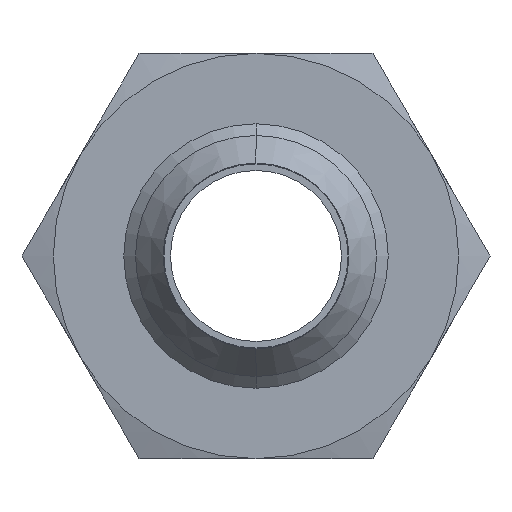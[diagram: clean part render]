
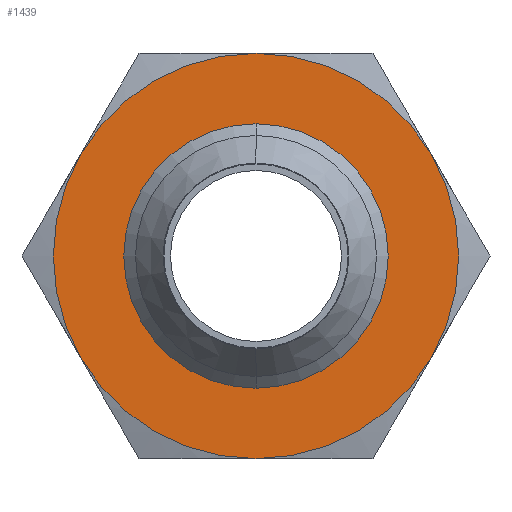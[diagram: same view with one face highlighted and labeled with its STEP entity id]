
A CAD part, left-side view. The second image highlights one B-rep face of the part: STEP entity #1439.
In plain terms, the highlighted planar face has unit normal (-1, 0, 0).
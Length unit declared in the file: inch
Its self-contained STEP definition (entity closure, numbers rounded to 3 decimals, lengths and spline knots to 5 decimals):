
#183=CARTESIAN_POINT('',(-0.33858,0.,
1.));
#241=CARTESIAN_POINT('',(-0.33858,-0.86603,
-0.5));
#314=CARTESIAN_POINT('',(-0.33858,0.,
-1.));
#372=CARTESIAN_POINT('',(-0.33858,0.86603,
-0.5));
#430=CARTESIAN_POINT('',(-0.33858,0.86603,
0.5));
#450=CARTESIAN_POINT('',(-0.33858,0.,0.));
#451=DIRECTION('',(-1.,0.,0.));
#452=DIRECTION('',(0.,0.866,0.5));
#453=AXIS2_PLACEMENT_3D('',#450,#451,#452);
#455=CARTESIAN_POINT('',(-0.33858,0.,0.));
#456=DIRECTION('',(-1.,0.,0.));
#457=DIRECTION('',(0.,0.,1.));
#458=AXIS2_PLACEMENT_3D('',#455,#456,#457);
#460=CARTESIAN_POINT('',(-0.33858,0.,0.));
#461=DIRECTION('',(-1.,0.,0.));
#462=DIRECTION('',(0.,-0.866,0.5));
#463=AXIS2_PLACEMENT_3D('',#460,#461,#462);
#465=CARTESIAN_POINT('',(-0.33858,0.,0.));
#466=DIRECTION('',(-1.,0.,0.));
#467=DIRECTION('',(0.,0.,-1.));
#468=AXIS2_PLACEMENT_3D('',#465,#466,#467);
#470=CARTESIAN_POINT('',(-0.33858,0.,0.));
#471=DIRECTION('',(-1.,0.,0.));
#472=DIRECTION('',(0.,0.866,-0.5));
#473=AXIS2_PLACEMENT_3D('',#470,#471,#472);
#485=CARTESIAN_POINT('',(-0.33858,0.,0.));
#486=DIRECTION('',(-1.,0.,0.));
#487=DIRECTION('',(0.,0.,1.));
#488=AXIS2_PLACEMENT_3D('',#485,#486,#487);
#490=CARTESIAN_POINT('',(-0.33858,0.,0.));
#491=DIRECTION('',(1.,0.,0.));
#492=DIRECTION('',(0.,0.,1.));
#493=AXIS2_PLACEMENT_3D('',#490,#491,#492);
#707=CARTESIAN_POINT('',(-0.33858,0.,0.));
#708=DIRECTION('',(-1.,0.,0.));
#709=DIRECTION('',(0.,-0.866,-0.5));
#710=AXIS2_PLACEMENT_3D('',#707,#708,#709);
#750=CARTESIAN_POINT('',(-0.33858,-0.86603,
0.5));
#831=CARTESIAN_POINT('',(-0.33858,0.,0.61811));
#833=VERTEX_POINT('',#831);
#835=CARTESIAN_POINT('',(-0.33858,0.,-0.61811));
#837=VERTEX_POINT('',#835);
#860=VERTEX_POINT('',#183);
#869=VERTEX_POINT('',#430);
#878=VERTEX_POINT('',#372);
#887=VERTEX_POINT('',#314);
#896=VERTEX_POINT('',#241);
#904=VERTEX_POINT('',#750);
#1419=CARTESIAN_POINT('',(-0.33858,0.,0.));
#1420=DIRECTION('',(1.,0.,0.));
#1421=DIRECTION('',(0.,0.,1.));
#1422=AXIS2_PLACEMENT_3D('',#1419,#1420,#1421);
#1423=PLANE('',#1422);
#1424=ORIENTED_EDGE('',*,*,#1412,.F.);
#1425=ORIENTED_EDGE('',*,*,#1401,.F.);
#1426=ORIENTED_EDGE('',*,*,#1390,.F.);
#1428=ORIENTED_EDGE('',*,*,#1427,.F.);
#1429=ORIENTED_EDGE('',*,*,#1364,.F.);
#1430=ORIENTED_EDGE('',*,*,#1376,.F.);
#1431=EDGE_LOOP('',(#1424,#1425,#1426,#1428,#1429,#1430));
#1432=FACE_OUTER_BOUND('',#1431,.F.);
#1434=ORIENTED_EDGE('',*,*,#1433,.T.);
#1436=ORIENTED_EDGE('',*,*,#1435,.F.);
#1437=EDGE_LOOP('',(#1434,#1436));
#1438=FACE_BOUND('',#1437,.F.);
#1439=ADVANCED_FACE('',(#1432,#1438),#1423,.F.);
#454=CIRCLE('',#453,1.);
#459=CIRCLE('',#458,1.);
#464=CIRCLE('',#463,1.);
#469=CIRCLE('',#468,1.);
#474=CIRCLE('',#473,1.);
#489=CIRCLE('',#488,0.61811);
#494=CIRCLE('',#493,0.61811);
#711=CIRCLE('',#710,1.);
#1364=EDGE_CURVE('',#887,#896,#469,.T.);
#1376=EDGE_CURVE('',#878,#887,#474,.T.);
#1390=EDGE_CURVE('',#904,#860,#464,.T.);
#1401=EDGE_CURVE('',#860,#869,#459,.T.);
#1412=EDGE_CURVE('',#869,#878,#454,.T.);
#1427=EDGE_CURVE('',#896,#904,#711,.T.);
#1433=EDGE_CURVE('',#833,#837,#489,.T.);
#1435=EDGE_CURVE('',#833,#837,#494,.T.);
